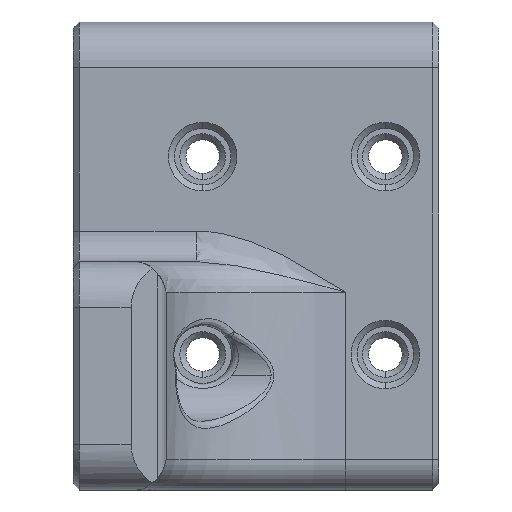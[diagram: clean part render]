
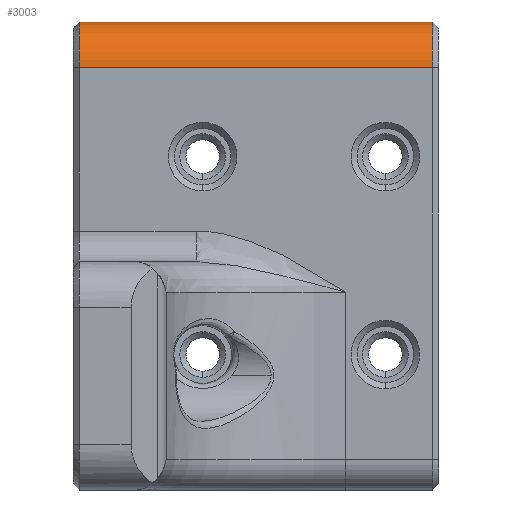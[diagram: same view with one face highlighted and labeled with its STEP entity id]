
A CAD part, left-side view. The second image highlights one B-rep face of the part: STEP entity #3003.
In plain terms, the highlighted cylindrical face has radius 3 mm (diameter 6 mm), a partial arc.
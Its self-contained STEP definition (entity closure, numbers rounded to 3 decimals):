
#739 = CONICAL_SURFACE('',#740,3.,0.785);
#740 = AXIS2_PLACEMENT_3D('',#741,#742,#743);
#741 = CARTESIAN_POINT('',(11.7,-20.943,29.305));
#742 = DIRECTION('',(0.,-1.,0.));
#743 = DIRECTION('',(0.,0.,-1.));
#1441 = VERTEX_POINT('',#1442);
#1442 = CARTESIAN_POINT('',(11.7,-20.943,32.305));
#1456 = PLANE('',#1457);
#1457 = AXIS2_PLACEMENT_3D('',#1458,#1459,#1460);
#1458 = CARTESIAN_POINT('',(11.7,-75.799,32.305));
#1459 = DIRECTION('',(0.,0.,-1.));
#1460 = DIRECTION('',(0.,-1.,0.));
#1496 = VERTEX_POINT('',#1497);
#1497 = CARTESIAN_POINT('',(8.7,-20.943,29.305));
#1518 = EDGE_CURVE('',#1496,#1441,#1519,.T.);
#1519 = SURFACE_CURVE('',#1520,(#1525,#1532),.PCURVE_S1.);
#1520 = CIRCLE('',#1521,3.);
#1521 = AXIS2_PLACEMENT_3D('',#1522,#1523,#1524);
#1522 = CARTESIAN_POINT('',(11.7,-20.943,29.305));
#1523 = DIRECTION('',(0.,1.,0.));
#1524 = DIRECTION('',(0.,0.,-1.));
#1525 = PCURVE('',#739,#1526);
#1526 = DEFINITIONAL_REPRESENTATION('',(#1527),#1531);
#1527 = LINE('',#1528,#1529);
#1528 = CARTESIAN_POINT('',(6.283,0.));
#1529 = VECTOR('',#1530,1.);
#1530 = DIRECTION('',(-1.,0.));
#1531 = ( GEOMETRIC_REPRESENTATION_CONTEXT(2) 
PARAMETRIC_REPRESENTATION_CONTEXT() REPRESENTATION_CONTEXT('2D SPACE',''
  ) );
#1532 = PCURVE('',#1533,#1538);
#1533 = CYLINDRICAL_SURFACE('',#1534,3.);
#1534 = AXIS2_PLACEMENT_3D('',#1535,#1536,#1537);
#1535 = CARTESIAN_POINT('',(11.7,-75.799,29.305));
#1536 = DIRECTION('',(0.,1.,0.));
#1537 = DIRECTION('',(0.,0.,1.));
#1538 = DEFINITIONAL_REPRESENTATION('',(#1539),#1543);
#1539 = LINE('',#1540,#1541);
#1540 = CARTESIAN_POINT('',(3.142,54.856));
#1541 = VECTOR('',#1542,1.);
#1542 = DIRECTION('',(1.,0.));
#1543 = ( GEOMETRIC_REPRESENTATION_CONTEXT(2) 
PARAMETRIC_REPRESENTATION_CONTEXT() REPRESENTATION_CONTEXT('2D SPACE',''
  ) );
#1587 = PLANE('',#1588);
#1588 = AXIS2_PLACEMENT_3D('',#1589,#1590,#1591);
#1589 = CARTESIAN_POINT('',(8.7,-75.799,15.965));
#1590 = DIRECTION('',(1.,0.,0.));
#1591 = DIRECTION('',(0.,1.,0.));
#2955 = EDGE_CURVE('',#2956,#1441,#2958,.T.);
#2956 = VERTEX_POINT('',#2957);
#2957 = CARTESIAN_POINT('',(11.7,-44.143,32.305));
#2958 = SURFACE_CURVE('',#2959,(#2963,#2970),.PCURVE_S1.);
#2959 = LINE('',#2960,#2961);
#2960 = CARTESIAN_POINT('',(11.7,-75.799,32.305));
#2961 = VECTOR('',#2962,1.);
#2962 = DIRECTION('',(0.,1.,0.));
#2963 = PCURVE('',#1456,#2964);
#2964 = DEFINITIONAL_REPRESENTATION('',(#2965),#2969);
#2965 = LINE('',#2966,#2967);
#2966 = CARTESIAN_POINT('',(0.,-0.));
#2967 = VECTOR('',#2968,1.);
#2968 = DIRECTION('',(-1.,-0.));
#2969 = ( GEOMETRIC_REPRESENTATION_CONTEXT(2) 
PARAMETRIC_REPRESENTATION_CONTEXT() REPRESENTATION_CONTEXT('2D SPACE',''
  ) );
#2970 = PCURVE('',#1533,#2971);
#2971 = DEFINITIONAL_REPRESENTATION('',(#2972),#2976);
#2972 = LINE('',#2973,#2974);
#2973 = CARTESIAN_POINT('',(6.283,0.));
#2974 = VECTOR('',#2975,1.);
#2975 = DIRECTION('',(0.,1.));
#2976 = ( GEOMETRIC_REPRESENTATION_CONTEXT(2) 
PARAMETRIC_REPRESENTATION_CONTEXT() REPRESENTATION_CONTEXT('2D SPACE',''
  ) );
#3003 = ADVANCED_FACE('',(#3004),#1533,.T.);
#3004 = FACE_BOUND('',#3005,.T.);
#3005 = EDGE_LOOP('',(#3006,#3007,#3008,#3031));
#3006 = ORIENTED_EDGE('',*,*,#2955,.T.);
#3007 = ORIENTED_EDGE('',*,*,#1518,.F.);
#3008 = ORIENTED_EDGE('',*,*,#3009,.F.);
#3009 = EDGE_CURVE('',#3010,#1496,#3012,.T.);
#3010 = VERTEX_POINT('',#3011);
#3011 = CARTESIAN_POINT('',(8.7,-44.143,29.305));
#3012 = SURFACE_CURVE('',#3013,(#3017,#3024),.PCURVE_S1.);
#3013 = LINE('',#3014,#3015);
#3014 = CARTESIAN_POINT('',(8.7,-75.799,29.305));
#3015 = VECTOR('',#3016,1.);
#3016 = DIRECTION('',(0.,1.,0.));
#3017 = PCURVE('',#1533,#3018);
#3018 = DEFINITIONAL_REPRESENTATION('',(#3019),#3023);
#3019 = LINE('',#3020,#3021);
#3020 = CARTESIAN_POINT('',(4.712,0.));
#3021 = VECTOR('',#3022,1.);
#3022 = DIRECTION('',(0.,1.));
#3023 = ( GEOMETRIC_REPRESENTATION_CONTEXT(2) 
PARAMETRIC_REPRESENTATION_CONTEXT() REPRESENTATION_CONTEXT('2D SPACE',''
  ) );
#3024 = PCURVE('',#1587,#3025);
#3025 = DEFINITIONAL_REPRESENTATION('',(#3026),#3030);
#3026 = LINE('',#3027,#3028);
#3027 = CARTESIAN_POINT('',(0.,13.34));
#3028 = VECTOR('',#3029,1.);
#3029 = DIRECTION('',(1.,0.));
#3030 = ( GEOMETRIC_REPRESENTATION_CONTEXT(2) 
PARAMETRIC_REPRESENTATION_CONTEXT() REPRESENTATION_CONTEXT('2D SPACE',''
  ) );
#3031 = ORIENTED_EDGE('',*,*,#3032,.F.);
#3032 = EDGE_CURVE('',#2956,#3010,#3033,.T.);
#3033 = SURFACE_CURVE('',#3034,(#3039,#3046),.PCURVE_S1.);
#3034 = CIRCLE('',#3035,3.);
#3035 = AXIS2_PLACEMENT_3D('',#3036,#3037,#3038);
#3036 = CARTESIAN_POINT('',(11.7,-44.143,29.305));
#3037 = DIRECTION('',(0.,-1.,0.));
#3038 = DIRECTION('',(0.,0.,1.));
#3039 = PCURVE('',#1533,#3040);
#3040 = DEFINITIONAL_REPRESENTATION('',(#3041),#3045);
#3041 = LINE('',#3042,#3043);
#3042 = CARTESIAN_POINT('',(6.283,31.656));
#3043 = VECTOR('',#3044,1.);
#3044 = DIRECTION('',(-1.,0.));
#3045 = ( GEOMETRIC_REPRESENTATION_CONTEXT(2) 
PARAMETRIC_REPRESENTATION_CONTEXT() REPRESENTATION_CONTEXT('2D SPACE',''
  ) );
#3046 = PCURVE('',#3047,#3052);
#3047 = CONICAL_SURFACE('',#3048,3.,0.785);
#3048 = AXIS2_PLACEMENT_3D('',#3049,#3050,#3051);
#3049 = CARTESIAN_POINT('',(11.7,-44.143,29.305));
#3050 = DIRECTION('',(0.,1.,0.));
#3051 = DIRECTION('',(0.,0.,1.));
#3052 = DEFINITIONAL_REPRESENTATION('',(#3053),#3057);
#3053 = LINE('',#3054,#3055);
#3054 = CARTESIAN_POINT('',(6.283,0.));
#3055 = VECTOR('',#3056,1.);
#3056 = DIRECTION('',(-1.,0.));
#3057 = ( GEOMETRIC_REPRESENTATION_CONTEXT(2) 
PARAMETRIC_REPRESENTATION_CONTEXT() REPRESENTATION_CONTEXT('2D SPACE',''
  ) );
